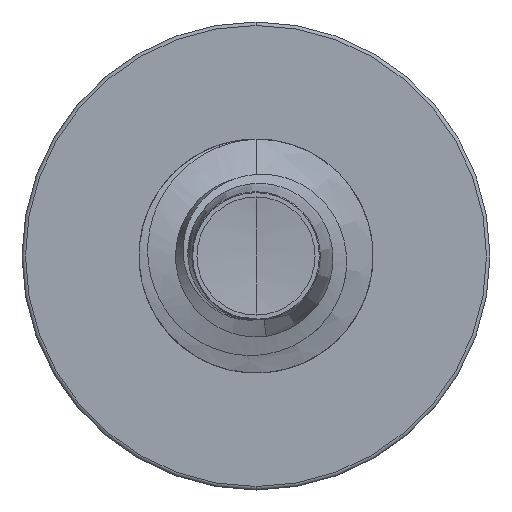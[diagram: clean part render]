
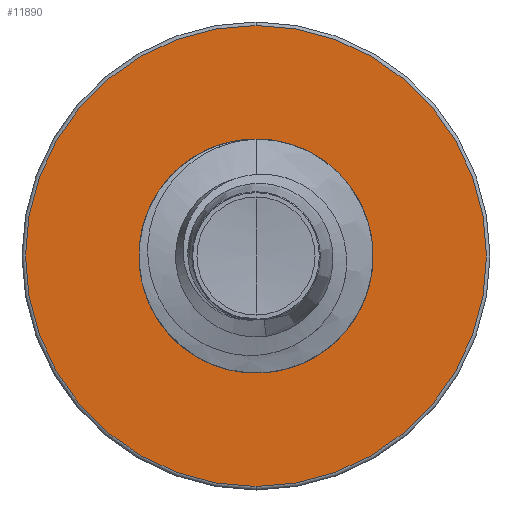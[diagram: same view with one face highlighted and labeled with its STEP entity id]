
A CAD part, front view. The second image highlights one B-rep face of the part: STEP entity #11890.
In plain terms, the highlighted planar face has unit normal (0, -1, 0).
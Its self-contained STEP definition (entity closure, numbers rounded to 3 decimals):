
#518 = VERTEX_POINT ( 'NONE', #4514 ) ;
#532 = EDGE_LOOP ( 'NONE', ( #14833, #17202 ) ) ;
#1145 = CARTESIAN_POINT ( 'NONE',  ( 0., 10., -1.722 ) ) ;
#2381 = VERTEX_POINT ( 'NONE', #1145 ) ;
#2666 = AXIS2_PLACEMENT_3D ( 'NONE', #12666, #12645, #12628 ) ;
#3053 = DIRECTION ( 'NONE',  ( 0., 0., 1. ) ) ;
#3063 = DIRECTION ( 'NONE',  ( 0., 1., 0. ) ) ;
#3088 = CARTESIAN_POINT ( 'NONE',  ( 0., 10., 0. ) ) ;
#3156 = CIRCLE ( 'NONE', #2666, 3.448 ) ;
#3427 = AXIS2_PLACEMENT_3D ( 'NONE', #3088, #3063, #3053 ) ;
#4147 = CARTESIAN_POINT ( 'NONE',  ( 0., 10., 1.722 ) ) ;
#4514 = CARTESIAN_POINT ( 'NONE',  ( 0., 10., 3.448 ) ) ;
#4651 = CARTESIAN_POINT ( 'NONE',  ( 0., 10., -3.447 ) ) ;
#4668 = AXIS2_PLACEMENT_3D ( 'NONE', #8977, #8953, #8946 ) ;
#4748 = VERTEX_POINT ( 'NONE', #4147 ) ;
#6191 = CIRCLE ( 'NONE', #4668, 1.722 ) ;
#7243 = DIRECTION ( 'NONE',  ( 0., 0., 1. ) ) ;
#7266 = CARTESIAN_POINT ( 'NONE',  ( 0., 10., -1.722 ) ) ;
#7317 = PLANE ( 'NONE',  #9307 ) ;
#7475 = DIRECTION ( 'NONE',  ( 0., 1., 0. ) ) ;
#8443 = ORIENTED_EDGE ( 'NONE', *, *, #15256, .T. ) ;
#8946 = DIRECTION ( 'NONE',  ( 0., 0., 1. ) ) ;
#8953 = DIRECTION ( 'NONE',  ( 0., 1., 0. ) ) ;
#8977 = CARTESIAN_POINT ( 'NONE',  ( 0., 10., 0. ) ) ;
#9307 = AXIS2_PLACEMENT_3D ( 'NONE', #7266, #7475, #7243 ) ;
#9602 = EDGE_LOOP ( 'NONE', ( #8443, #15140 ) ) ;
#9771 = AXIS2_PLACEMENT_3D ( 'NONE', #10898, #10879, #10865 ) ;
#10865 = DIRECTION ( 'NONE',  ( 0., 0., 1. ) ) ;
#10879 = DIRECTION ( 'NONE',  ( 0., 1., 0. ) ) ;
#10898 = CARTESIAN_POINT ( 'NONE',  ( 0., 10., 0. ) ) ;
#11890 = ADVANCED_FACE ( 'NONE', ( #14746, #12894 ), #7317, .F. ) ;
#12628 = DIRECTION ( 'NONE',  ( 0., 0., 1. ) ) ;
#12645 = DIRECTION ( 'NONE',  ( 0., 1., 0. ) ) ;
#12666 = CARTESIAN_POINT ( 'NONE',  ( 0., 10., 0. ) ) ;
#12894 = FACE_BOUND ( 'NONE', #9602, .T. ) ;
#14746 = FACE_OUTER_BOUND ( 'NONE', #532, .T. ) ;
#14833 = ORIENTED_EDGE ( 'NONE', *, *, #15684, .F. ) ;
#15140 = ORIENTED_EDGE ( 'NONE', *, *, #15392, .T. ) ;
#15256 = EDGE_CURVE ( 'NONE', #4748, #2381, #16920, .T. ) ;
#15392 = EDGE_CURVE ( 'NONE', #2381, #4748, #6191, .T. ) ;
#15684 = EDGE_CURVE ( 'NONE', #518, #17546, #15876, .T. ) ;
#15876 = CIRCLE ( 'NONE', #3427, 3.448 ) ;
#16034 = EDGE_CURVE ( 'NONE', #17546, #518, #3156, .T. ) ;
#16920 = CIRCLE ( 'NONE', #9771, 1.722 ) ;
#17202 = ORIENTED_EDGE ( 'NONE', *, *, #16034, .F. ) ;
#17546 = VERTEX_POINT ( 'NONE', #4651 ) ;
